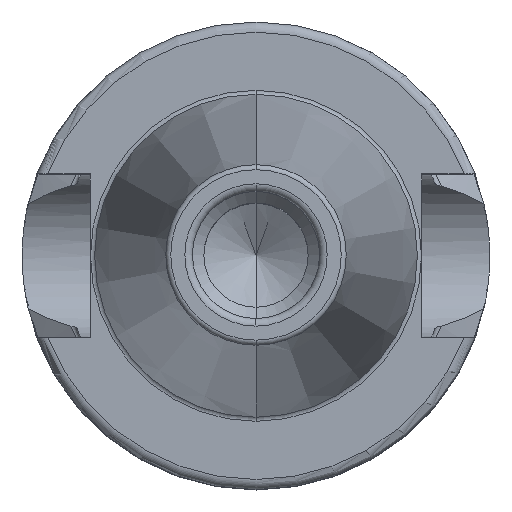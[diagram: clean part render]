
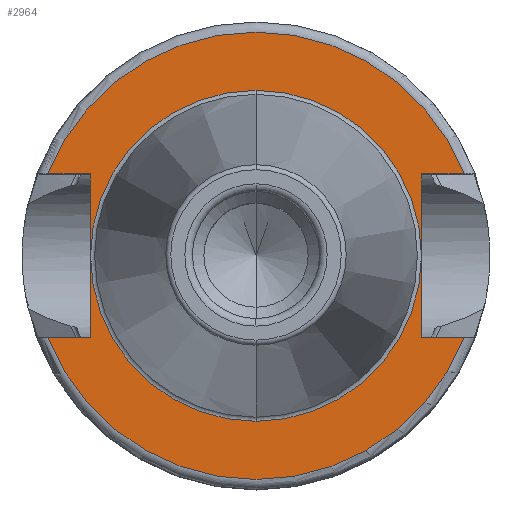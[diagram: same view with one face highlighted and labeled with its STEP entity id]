
A CAD part, top view. The second image highlights one B-rep face of the part: STEP entity #2964.
In plain terms, the highlighted planar face has unit normal (0, 0, 1).
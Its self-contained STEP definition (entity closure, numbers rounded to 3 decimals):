
#273=CARTESIAN_POINT('',(0,0,20));
#274=DIRECTION('',(0,0,-1));
#275=DIRECTION('',(0,1,0));
#276=AXIS2_PLACEMENT_3D('',#273,#274,#275);
#288=CARTESIAN_POINT('',(0,0,20));
#289=DIRECTION('',(0,0,1));
#290=DIRECTION('',(0,1,0));
#291=AXIS2_PLACEMENT_3D('',#288,#289,#290);
#293=DIRECTION('',(1,0,0));
#294=VECTOR('',#293,4.174);
#295=CARTESIAN_POINT('',(-20.474,-8.05,20));
#296=LINE('',#295,#294);
#297=DIRECTION('',(0,1,0));
#298=VECTOR('',#297,16.1);
#299=CARTESIAN_POINT('',(-16.3,-8.05,20));
#300=LINE('',#299,#298);
#301=DIRECTION('',(1,0,0));
#302=VECTOR('',#301,4.174);
#303=CARTESIAN_POINT('',(-20.474,8.05,20));
#304=LINE('',#303,#302);
#305=DIRECTION('',(-1,0,0));
#306=VECTOR('',#305,4.174);
#307=CARTESIAN_POINT('',(20.474,8.05,20));
#308=LINE('',#307,#306);
#309=DIRECTION('',(0,-1,0));
#310=VECTOR('',#309,16.1);
#311=CARTESIAN_POINT('',(16.3,8.05,20));
#312=LINE('',#311,#310);
#313=DIRECTION('',(-1,0,0));
#314=VECTOR('',#313,4.174);
#315=CARTESIAN_POINT('',(20.474,-8.05,20));
#316=LINE('',#315,#314);
#612=CARTESIAN_POINT('',(0,0,20));
#613=DIRECTION('',(0,0,1));
#614=DIRECTION('',(-0.931,-0.366,0));
#615=AXIS2_PLACEMENT_3D('',#612,#613,#614);
#629=CARTESIAN_POINT('',(0,0,20));
#630=DIRECTION('',(0,0,1));
#631=DIRECTION('',(0.931,0.366,0));
#632=AXIS2_PLACEMENT_3D('',#629,#630,#631);
#2163=CARTESIAN_POINT('',(-20.474,-8.05,20));
#2164=CARTESIAN_POINT('',(-16.3,-8.05,20));
#2165=VERTEX_POINT('',#2163);
#2166=VERTEX_POINT('',#2164);
#2167=CARTESIAN_POINT('',(-16.3,8.05,20));
#2168=VERTEX_POINT('',#2167);
#2169=CARTESIAN_POINT('',(-20.474,8.05,20));
#2170=VERTEX_POINT('',#2169);
#2171=CARTESIAN_POINT('',(16.3,8.05,20));
#2172=CARTESIAN_POINT('',(16.3,-8.05,20));
#2173=VERTEX_POINT('',#2171);
#2174=VERTEX_POINT('',#2172);
#2175=CARTESIAN_POINT('',(20.474,-8.05,20));
#2176=VERTEX_POINT('',#2175);
#2177=CARTESIAN_POINT('',(20.474,8.05,20));
#2178=VERTEX_POINT('',#2177);
#2221=CARTESIAN_POINT('',(0,16.275,20));
#2223=VERTEX_POINT('',#2221);
#2227=CARTESIAN_POINT('',(0,-16.275,20));
#2229=VERTEX_POINT('',#2227);
#2937=CARTESIAN_POINT('',(0,0,20));
#2938=DIRECTION('',(0,0,-1));
#2939=DIRECTION('',(0,-1,0));
#2940=AXIS2_PLACEMENT_3D('',#2937,#2938,#2939);
#2941=PLANE('',#2940);
#2943=ORIENTED_EDGE('',*,*,#2942,.T.);
#2945=ORIENTED_EDGE('',*,*,#2944,.T.);
#2947=ORIENTED_EDGE('',*,*,#2946,.F.);
#2949=ORIENTED_EDGE('',*,*,#2948,.F.);
#2951=ORIENTED_EDGE('',*,*,#2950,.T.);
#2953=ORIENTED_EDGE('',*,*,#2952,.T.);
#2955=ORIENTED_EDGE('',*,*,#2954,.F.);
#2957=ORIENTED_EDGE('',*,*,#2956,.F.);
#2958=EDGE_LOOP('',(#2943,#2945,#2947,#2949,#2951,#2953,#2955,#2957));
#2959=FACE_OUTER_BOUND('',#2958,.F.);
#2960=ORIENTED_EDGE('',*,*,#2932,.T.);
#2961=ORIENTED_EDGE('',*,*,#2916,.F.);
#2962=EDGE_LOOP('',(#2960,#2961));
#2963=FACE_BOUND('',#2962,.F.);
#2964=ADVANCED_FACE('',(#2959,#2963),#2941,.F.);
#277=CIRCLE('',#276,16.275);
#292=CIRCLE('',#291,16.275);
#616=CIRCLE('',#615,22);
#633=CIRCLE('',#632,22);
#2916=EDGE_CURVE('',#2223,#2229,#277,.T.);
#2932=EDGE_CURVE('',#2223,#2229,#292,.T.);
#2942=EDGE_CURVE('',#2165,#2166,#296,.T.);
#2944=EDGE_CURVE('',#2166,#2168,#300,.T.);
#2946=EDGE_CURVE('',#2170,#2168,#304,.T.);
#2948=EDGE_CURVE('',#2178,#2170,#633,.T.);
#2950=EDGE_CURVE('',#2178,#2173,#308,.T.);
#2952=EDGE_CURVE('',#2173,#2174,#312,.T.);
#2954=EDGE_CURVE('',#2176,#2174,#316,.T.);
#2956=EDGE_CURVE('',#2165,#2176,#616,.T.);
